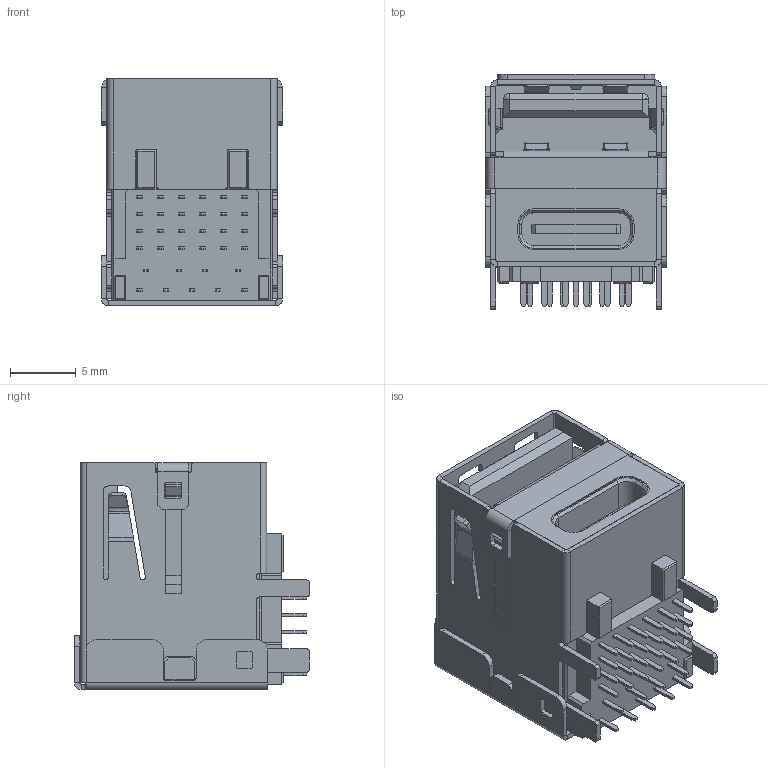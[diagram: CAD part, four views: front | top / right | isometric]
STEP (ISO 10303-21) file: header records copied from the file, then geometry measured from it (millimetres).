
FILE_DESCRIPTION (( 'STEP AP214' ), '1' );
FILE_NAME ('USB-A3-C31-D-RA-CS1.STEP', '2021-04-26T10:26:13', ( '' ), ( '' ), 'SwSTEP 2.0', 'SolidWorks 2017', '' );
FILE_SCHEMA (( 'AUTOMOTIVE_DESIGN' ));
Length unit declared in the file: millimetre
Products named in the file (1): USB-A3-C31-D-RA-CS1
Bounding box: 13.8 x 17.91 x 17.3 mm (x, y, z)
Volume: 2804.3 mm3; surface area: 4940.5 mm2
Topology: 38 solids, 38 shells, 920 faces, 2251 edges, 1408 vertices
Faces by surface type: plane 682, cylinder 208, bspline 24, cone 6
Entity records: 27160 total; most frequent: CARTESIAN_POINT 5174, ORIENTED_EDGE 4498, DIRECTION 4287, EDGE_CURVE 2249, VECTOR 1773, LINE 1773, VERTEX_POINT 1408, AXIS2_PLACEMENT_3D 1257
